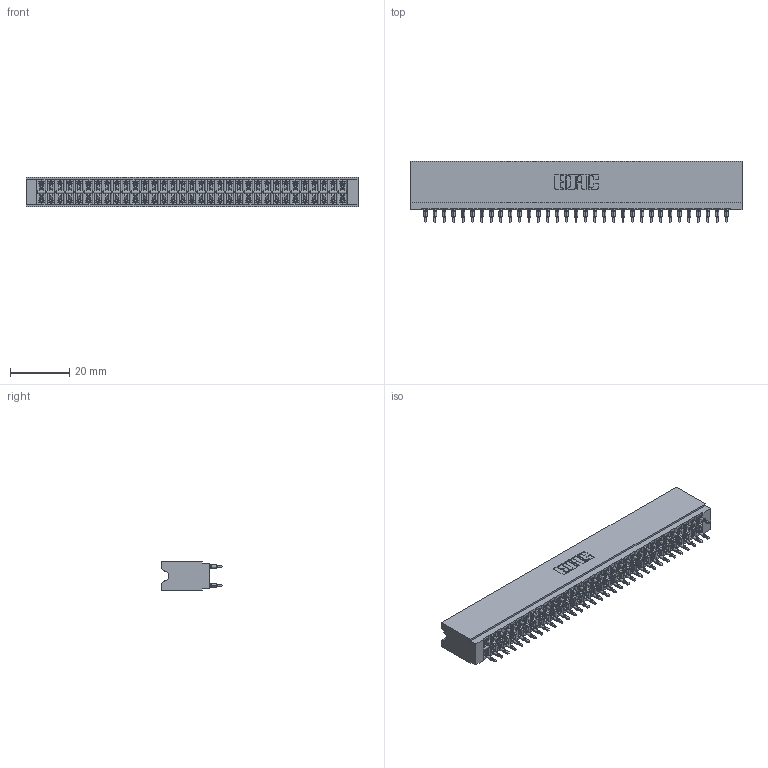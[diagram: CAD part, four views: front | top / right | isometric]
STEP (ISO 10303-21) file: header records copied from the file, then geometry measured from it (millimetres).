
FILE_DESCRIPTION (( 'STEP AP203' ), '1' );
FILE_NAME ('746-066-560-206.STEP', '2026-03-04T14:21:08', ( '' ), ( '' ), 'SwSTEP 2.0', 'SolidWorks 2023', '' );
FILE_SCHEMA (( 'CONFIG_CONTROL_DESIGN' ));
Length unit declared in the file: millimetre
Products named in the file (3): 746-292-001_560; 746 Part_.515 Slot Depth - 06; 746-066-560-206
Assembly tree (67 placements, depth 2):
  746-066-560-206
    746 Part_.515 Slot Depth - 06
    746-292-001_560  x66
Bounding box: 112.01 x 20.82 x 9.91 mm (x, y, z)
Volume: 12270.3 mm3; surface area: 20616.9 mm2
Topology: 67 solids, 67 shells, 6335 faces, 17623 edges, 11296 vertices
Faces by surface type: plane 3158, cylinder 1461, bspline 1320, torus 396
Entity records: 52402 total; most frequent: CARTESIAN_POINT 10492, ORIENTED_EDGE 8986, DIRECTION 7525, EDGE_CURVE 4493, LINE 3971, VECTOR 3971, VERTEX_POINT 2976, AXIS2_PLACEMENT_3D 1777
